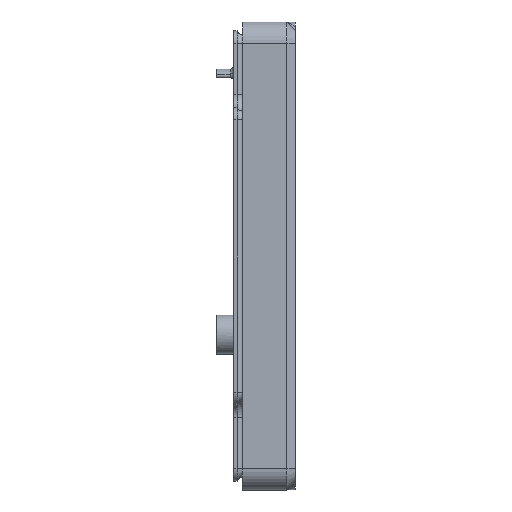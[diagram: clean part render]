
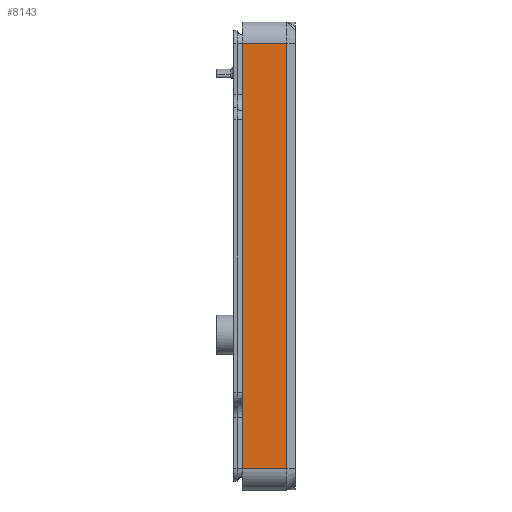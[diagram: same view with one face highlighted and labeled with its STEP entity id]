
A CAD part, left-side view. The second image highlights one B-rep face of the part: STEP entity #8143.
In plain terms, the highlighted planar face has unit normal (-1, 0, 0).
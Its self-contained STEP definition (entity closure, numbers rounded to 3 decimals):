
#315=PLANE('',#9019);
#770=FACE_OUTER_BOUND('',#1309,.T.);
#1309=EDGE_LOOP('',(#6995,#6996,#6997,#6998));
#1880=LINE('',#13603,#2622);
#1943=LINE('',#13782,#2685);
#1976=LINE('',#13878,#2718);
#1977=LINE('',#13880,#2719);
#2622=VECTOR('',#10826,1.);
#2685=VECTOR('',#11017,1.);
#2718=VECTOR('',#11130,1.);
#2719=VECTOR('',#11133,1.);
#3884=VERTEX_POINT('',#13600);
#3885=VERTEX_POINT('',#13602);
#3936=VERTEX_POINT('',#13776);
#3937=VERTEX_POINT('',#13780);
#4864=EDGE_CURVE('',#3885,#3884,#1880,.T.);
#4953=EDGE_CURVE('',#3937,#3936,#1943,.T.);
#5001=EDGE_CURVE('',#3936,#3884,#1976,.T.);
#5002=EDGE_CURVE('',#3885,#3937,#1977,.T.);
#6995=ORIENTED_EDGE('',*,*,#4953,.F.);
#6996=ORIENTED_EDGE('',*,*,#5002,.F.);
#6997=ORIENTED_EDGE('',*,*,#4864,.T.);
#6998=ORIENTED_EDGE('',*,*,#5001,.F.);
#8143=ADVANCED_FACE('',(#770),#315,.T.);
#9019=AXIS2_PLACEMENT_3D('',#13879,#11131,#11132);
#10826=DIRECTION('',(0.,0.,-1.));
#11017=DIRECTION('',(0.,0.,-1.));
#11130=DIRECTION('',(0.,1.,0.));
#11131=DIRECTION('center_axis',(-1.,0.,0.));
#11132=DIRECTION('ref_axis',(0.,0.,-1.));
#11133=DIRECTION('',(0.,-1.,0.));
#13600=CARTESIAN_POINT('',(126.,25.242,-94.533));
#13602=CARTESIAN_POINT('',(126.,25.242,5.467));
#13603=CARTESIAN_POINT('',(126.,25.242,-17.033));
#13776=CARTESIAN_POINT('',(126.,14.715,-94.533));
#13780=CARTESIAN_POINT('',(126.,14.715,5.467));
#13782=CARTESIAN_POINT('',(126.,14.715,-17.033));
#13878=CARTESIAN_POINT('',(126.,15.715,-94.533));
#13879=CARTESIAN_POINT('Origin',(126.,15.715,10.467));
#13880=CARTESIAN_POINT('',(126.,15.715,5.467));
